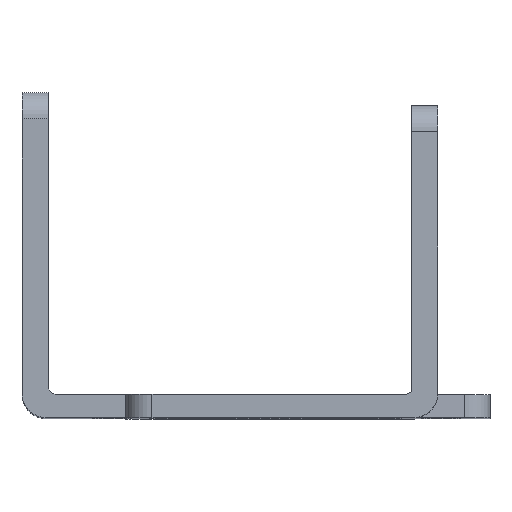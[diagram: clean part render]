
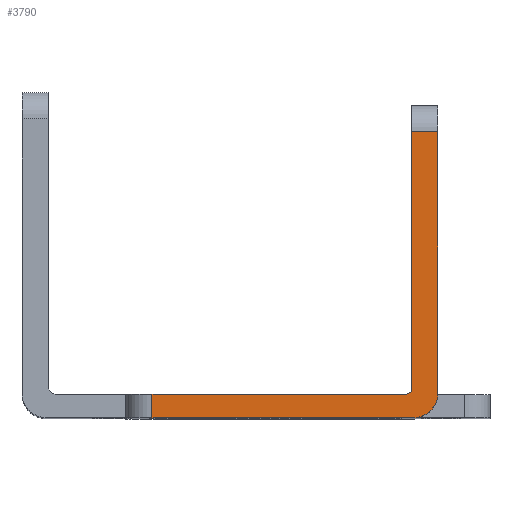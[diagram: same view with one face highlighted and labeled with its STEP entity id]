
A CAD part, top view. The second image highlights one B-rep face of the part: STEP entity #3790.
In plain terms, the highlighted planar face has unit normal (0, 0, 1).
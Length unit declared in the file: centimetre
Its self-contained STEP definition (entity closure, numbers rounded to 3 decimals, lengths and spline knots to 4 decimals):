
#6 = LINE ( 'NONE', #1189, #1574 ) ;
#9 = DIRECTION ( 'NONE',  ( 1., 0., 0. ) ) ;
#86 = CARTESIAN_POINT ( 'NONE',  ( 1., 0., 5.1 ) ) ;
#135 = PLANE ( 'NONE',  #1340 ) ;
#146 = CARTESIAN_POINT ( 'NONE',  ( 3., 2.2, 5.1 ) ) ;
#152 = ORIENTED_EDGE ( 'NONE', *, *, #1820, .T. ) ;
#262 = VERTEX_POINT ( 'NONE', #1044 ) ;
#283 = ORIENTED_EDGE ( 'NONE', *, *, #1236, .T. ) ;
#292 = CARTESIAN_POINT ( 'NONE',  ( 3., 2.2, 5.1 ) ) ;
#391 = DIRECTION ( 'NONE',  ( 0., 0., 1. ) ) ;
#430 = DIRECTION ( 'NONE',  ( 0., 0., 1. ) ) ;
#446 = DIRECTION ( 'NONE',  ( 0., -1., 0. ) ) ;
#451 = CARTESIAN_POINT ( 'NONE',  ( 3.0208, 0., 5.1 ) ) ;
#517 = EDGE_LOOP ( 'NONE', ( #3070, #283, #1437, #2608, #3524, #3647, #152, #3518 ) ) ;
#724 = FACE_OUTER_BOUND ( 'NONE', #517, .T. ) ;
#797 = CARTESIAN_POINT ( 'NONE',  ( 1., 0., 5.1 ) ) ;
#834 = DIRECTION ( 'NONE',  ( -1., 0., 0. ) ) ;
#879 = EDGE_CURVE ( 'NONE', #262, #924, #1712, .T. ) ;
#924 = VERTEX_POINT ( 'NONE', #1996 ) ;
#937 = VECTOR ( 'NONE', #9, 100. ) ;
#1030 = CARTESIAN_POINT ( 'NONE',  ( 3.2, 0., 5.1 ) ) ;
#1044 = CARTESIAN_POINT ( 'NONE',  ( 1., 0.1792, 5.1 ) ) ;
#1125 = LINE ( 'NONE', #292, #3311 ) ;
#1189 = CARTESIAN_POINT ( 'NONE',  ( 3., 0., 5.1 ) ) ;
#1236 = EDGE_CURVE ( 'NONE', #262, #3581, #3169, .T. ) ;
#1336 = EDGE_CURVE ( 'NONE', #3083, #3581, #2977, .T. ) ;
#1340 = AXIS2_PLACEMENT_3D ( 'NONE', #2772, #430, #3352 ) ;
#1343 = LINE ( 'NONE', #1030, #2128 ) ;
#1417 = VERTEX_POINT ( 'NONE', #1775 ) ;
#1437 = ORIENTED_EDGE ( 'NONE', *, *, #1336, .F. ) ;
#1574 = VECTOR ( 'NONE', #446, 100. ) ;
#1609 = VERTEX_POINT ( 'NONE', #3457 ) ;
#1622 = VERTEX_POINT ( 'NONE', #1655 ) ;
#1638 = CIRCLE ( 'NONE', #2624, 0.0524 ) ;
#1655 = CARTESIAN_POINT ( 'NONE',  ( 3.2, 2.2, 5.1 ) ) ;
#1712 = LINE ( 'NONE', #3205, #937 ) ;
#1775 = CARTESIAN_POINT ( 'NONE',  ( 3.2, 0.1792, 5.1 ) ) ;
#1820 = EDGE_CURVE ( 'NONE', #2038, #1609, #6, .T. ) ;
#1839 = EDGE_CURVE ( 'NONE', #1417, #1622, #1343, .T. ) ;
#1865 = EDGE_CURVE ( 'NONE', #3083, #1417, #3308, .T. ) ;
#1930 = EDGE_CURVE ( 'NONE', #924, #1609, #1638, .T. ) ;
#1961 = DIRECTION ( 'NONE',  ( 0., -1., 0. ) ) ;
#1996 = CARTESIAN_POINT ( 'NONE',  ( 2.9506, 0.1792, 5.1 ) ) ;
#2038 = VERTEX_POINT ( 'NONE', #146 ) ;
#2128 = VECTOR ( 'NONE', #3662, 100. ) ;
#2301 = VECTOR ( 'NONE', #2413, 100. ) ;
#2359 = CARTESIAN_POINT ( 'NONE',  ( 0., 0., 5.1 ) ) ;
#2413 = DIRECTION ( 'NONE',  ( -1., 0., 0. ) ) ;
#2525 = DIRECTION ( 'NONE',  ( -1., 0., 0. ) ) ;
#2608 = ORIENTED_EDGE ( 'NONE', *, *, #1865, .T. ) ;
#2624 = AXIS2_PLACEMENT_3D ( 'NONE', #2770, #3411, #2525 ) ;
#2626 = EDGE_CURVE ( 'NONE', #1622, #2038, #1125, .T. ) ;
#2770 = CARTESIAN_POINT ( 'NONE',  ( 2.9477, 0.2315, 5.1 ) ) ;
#2772 = CARTESIAN_POINT ( 'NONE',  ( 0., 0., 5.1 ) ) ;
#2784 = VECTOR ( 'NONE', #1961, 100. ) ;
#2977 = LINE ( 'NONE', #2359, #2301 ) ;
#3070 = ORIENTED_EDGE ( 'NONE', *, *, #879, .F. ) ;
#3083 = VERTEX_POINT ( 'NONE', #451 ) ;
#3169 = LINE ( 'NONE', #797, #2784 ) ;
#3205 = CARTESIAN_POINT ( 'NONE',  ( 0., 0.1792, 5.1 ) ) ;
#3308 = CIRCLE ( 'NONE', #3619, 0.1899 ) ;
#3311 = VECTOR ( 'NONE', #834, 100. ) ;
#3352 = DIRECTION ( 'NONE',  ( -1., 0., 0. ) ) ;
#3411 = DIRECTION ( 'NONE',  ( 0., 0., 1. ) ) ;
#3457 = CARTESIAN_POINT ( 'NONE',  ( 3., 0.2287, 5.1 ) ) ;
#3518 = ORIENTED_EDGE ( 'NONE', *, *, #1930, .F. ) ;
#3524 = ORIENTED_EDGE ( 'NONE', *, *, #1839, .T. ) ;
#3581 = VERTEX_POINT ( 'NONE', #86 ) ;
#3619 = AXIS2_PLACEMENT_3D ( 'NONE', #3682, #391, #3643 ) ;
#3643 = DIRECTION ( 'NONE',  ( -1., 0., 0. ) ) ;
#3647 = ORIENTED_EDGE ( 'NONE', *, *, #2626, .T. ) ;
#3662 = DIRECTION ( 'NONE',  ( 0., 1., 0. ) ) ;
#3682 = CARTESIAN_POINT ( 'NONE',  ( 3.0104, 0.1896, 5.1 ) ) ;
#3790 = ADVANCED_FACE ( 'NONE', ( #724 ), #135, .T. ) ;
